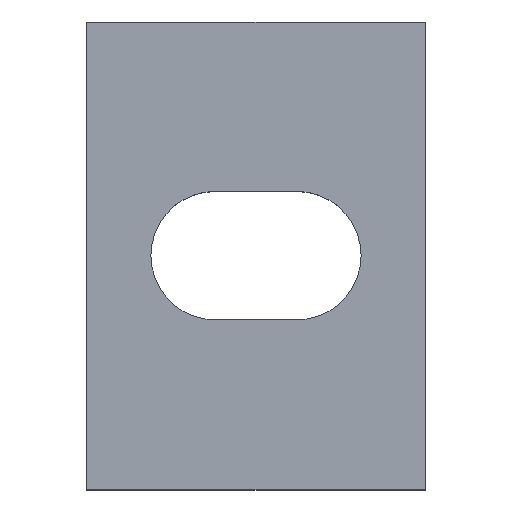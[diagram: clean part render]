
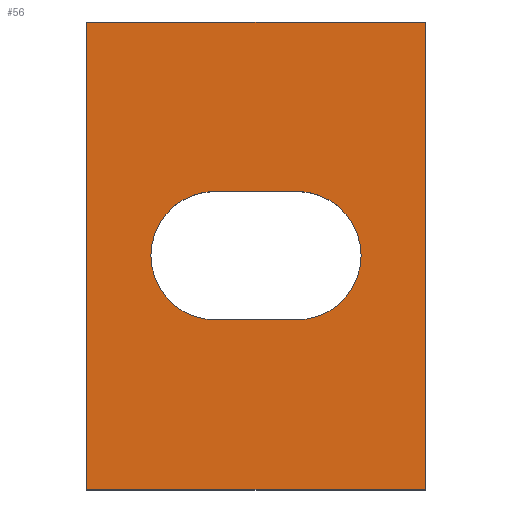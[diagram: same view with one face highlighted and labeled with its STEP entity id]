
A CAD part, top view. The second image highlights one B-rep face of the part: STEP entity #56.
In plain terms, the highlighted planar face has unit normal (0, 0, 1).
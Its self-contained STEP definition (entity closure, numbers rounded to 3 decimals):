
#3 = ORIENTED_EDGE ( 'NONE', *, *, #546, .T. ) ;
#5 = CARTESIAN_POINT ( 'NONE',  ( -14.5, 0., 0. ) ) ;
#8 = CARTESIAN_POINT ( 'NONE',  ( -14.5, 0., 0. ) ) ;
#15 = CARTESIAN_POINT ( 'NONE',  ( -14.5, 20., 0. ) ) ;
#17 = LINE ( 'NONE', #136, #470 ) ;
#41 = DIRECTION ( 'NONE',  ( -1., 0., 0. ) ) ;
#55 = DIRECTION ( 'NONE',  ( 1., 0., 0. ) ) ;
#56 = ADVANCED_FACE ( 'NONE', ( #466, #116 ), #109, .T. ) ;
#57 = CARTESIAN_POINT ( 'NONE',  ( -5.5, 7.25, 0. ) ) ;
#63 = DIRECTION ( 'NONE',  ( 1., 0., 0. ) ) ;
#78 = DIRECTION ( 'NONE',  ( 0., -1., 0. ) ) ;
#82 = LINE ( 'NONE', #254, #512 ) ;
#86 = VECTOR ( 'NONE', #90, 1000. ) ;
#90 = DIRECTION ( 'NONE',  ( -1., 0., 0. ) ) ;
#99 = DIRECTION ( 'NONE',  ( 0., 0., 1. ) ) ;
#108 = VERTEX_POINT ( 'NONE', #57 ) ;
#109 = PLANE ( 'NONE',  #281 ) ;
#111 = VERTEX_POINT ( 'NONE', #424 ) ;
#115 = DIRECTION ( 'NONE',  ( 0., 0., -1. ) ) ;
#116 = FACE_OUTER_BOUND ( 'NONE', #172, .T. ) ;
#132 = ORIENTED_EDGE ( 'NONE', *, *, #496, .T. ) ;
#136 = CARTESIAN_POINT ( 'NONE',  ( -14.5, 20., 0. ) ) ;
#158 = CARTESIAN_POINT ( 'NONE',  ( -14.5, 20., 0. ) ) ;
#161 = VECTOR ( 'NONE', #55, 1000. ) ;
#172 = EDGE_LOOP ( 'NONE', ( #528, #243, #465, #3 ) ) ;
#175 = ORIENTED_EDGE ( 'NONE', *, *, #439, .T. ) ;
#182 = DIRECTION ( 'NONE',  ( 0., 0., -1. ) ) ;
#196 = LINE ( 'NONE', #301, #86 ) ;
#200 = CARTESIAN_POINT ( 'NONE',  ( -14.5, 20., 0. ) ) ;
#206 = AXIS2_PLACEMENT_3D ( 'NONE', #382, #115, #437 ) ;
#216 = LINE ( 'NONE', #15, #449 ) ;
#217 = CARTESIAN_POINT ( 'NONE',  ( 0., 20., 0. ) ) ;
#220 = LINE ( 'NONE', #217, #347 ) ;
#235 = AXIS2_PLACEMENT_3D ( 'NONE', #452, #182, #489 ) ;
#243 = ORIENTED_EDGE ( 'NONE', *, *, #404, .F. ) ;
#248 = CIRCLE ( 'NONE', #235, 2.75 ) ;
#254 = CARTESIAN_POINT ( 'NONE',  ( -5.5, 7.25, 0. ) ) ;
#260 = VERTEX_POINT ( 'NONE', #390 ) ;
#278 = ORIENTED_EDGE ( 'NONE', *, *, #473, .F. ) ;
#281 = AXIS2_PLACEMENT_3D ( 'NONE', #200, #99, #78 ) ;
#296 = CIRCLE ( 'NONE', #206, 2.75 ) ;
#299 = DIRECTION ( 'NONE',  ( 0., -1., 0. ) ) ;
#301 = CARTESIAN_POINT ( 'NONE',  ( -5.5, 12.75, 0. ) ) ;
#312 = CARTESIAN_POINT ( 'NONE',  ( -5.5, 12.75, 0. ) ) ;
#323 = CARTESIAN_POINT ( 'NONE',  ( 0., 20., 0. ) ) ;
#341 = EDGE_CURVE ( 'NONE', #408, #108, #248, .T. ) ;
#344 = EDGE_CURVE ( 'NONE', #438, #514, #17, .T. ) ;
#347 = VECTOR ( 'NONE', #299, 1000. ) ;
#358 = EDGE_CURVE ( 'NONE', #497, #520, #220, .T. ) ;
#375 = ORIENTED_EDGE ( 'NONE', *, *, #341, .T. ) ;
#382 = CARTESIAN_POINT ( 'NONE',  ( -9., 10., 0. ) ) ;
#390 = CARTESIAN_POINT ( 'NONE',  ( -9., 7.25, 0. ) ) ;
#404 = EDGE_CURVE ( 'NONE', #438, #497, #216, .T. ) ;
#408 = VERTEX_POINT ( 'NONE', #312 ) ;
#411 = CARTESIAN_POINT ( 'NONE',  ( 0., 0., 0. ) ) ;
#424 = CARTESIAN_POINT ( 'NONE',  ( -9., 12.75, 0. ) ) ;
#437 = DIRECTION ( 'NONE',  ( 0., 1., 0. ) ) ;
#438 = VERTEX_POINT ( 'NONE', #158 ) ;
#439 = EDGE_CURVE ( 'NONE', #108, #260, #82, .T. ) ;
#449 = VECTOR ( 'NONE', #63, 1000. ) ;
#452 = CARTESIAN_POINT ( 'NONE',  ( -5.5, 10., 0. ) ) ;
#465 = ORIENTED_EDGE ( 'NONE', *, *, #344, .T. ) ;
#466 = FACE_BOUND ( 'NONE', #500, .T. ) ;
#470 = VECTOR ( 'NONE', #524, 1000. ) ;
#473 = EDGE_CURVE ( 'NONE', #408, #111, #196, .T. ) ;
#489 = DIRECTION ( 'NONE',  ( 0., 1., 0. ) ) ;
#496 = EDGE_CURVE ( 'NONE', #260, #111, #296, .T. ) ;
#497 = VERTEX_POINT ( 'NONE', #323 ) ;
#500 = EDGE_LOOP ( 'NONE', ( #375, #175, #132, #278 ) ) ;
#508 = LINE ( 'NONE', #8, #161 ) ;
#512 = VECTOR ( 'NONE', #41, 1000. ) ;
#514 = VERTEX_POINT ( 'NONE', #5 ) ;
#520 = VERTEX_POINT ( 'NONE', #411 ) ;
#524 = DIRECTION ( 'NONE',  ( 0., -1., 0. ) ) ;
#528 = ORIENTED_EDGE ( 'NONE', *, *, #358, .F. ) ;
#546 = EDGE_CURVE ( 'NONE', #514, #520, #508, .T. ) ;
